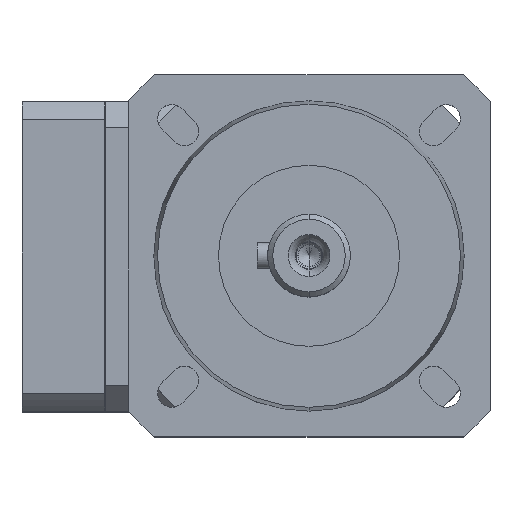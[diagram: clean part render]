
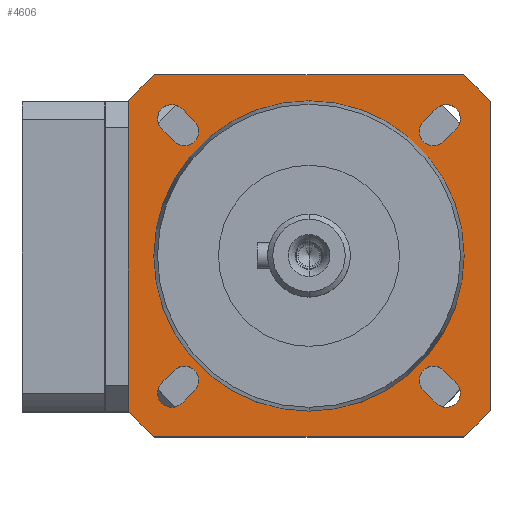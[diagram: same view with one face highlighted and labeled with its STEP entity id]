
A CAD part, top view. The second image highlights one B-rep face of the part: STEP entity #4606.
In plain terms, the highlighted planar face has unit normal (0, 0, 1).
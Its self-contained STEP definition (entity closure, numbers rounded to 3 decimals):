
#209=CARTESIAN_POINT('',(55.5,0.,90.));
#210=DIRECTION('',(0.,0.,1.));
#211=DIRECTION('',(0.,1.,0.));
#212=AXIS2_PLACEMENT_3D('',#209,#210,#211);
#227=CARTESIAN_POINT('',(55.5,0.,90.));
#228=DIRECTION('',(0.,0.,1.));
#229=DIRECTION('',(-0.761,-0.649,0.));
#230=AXIS2_PLACEMENT_3D('',#227,#228,#229);
#232=DIRECTION('',(0.,-1.,0.));
#233=VECTOR('',#232,59.699);
#234=CARTESIAN_POINT('',(20.5,29.85,90.));
#235=LINE('',#234,#233);
#236=CARTESIAN_POINT('',(55.5,0.,90.));
#237=DIRECTION('',(0.,0.,1.));
#238=DIRECTION('',(-0.649,0.761,0.));
#239=AXIS2_PLACEMENT_3D('',#236,#237,#238);
#241=DIRECTION('',(-1.,0.,0.));
#242=VECTOR('',#241,59.699);
#243=CARTESIAN_POINT('',(85.35,35.,90.));
#244=LINE('',#243,#242);
#245=CARTESIAN_POINT('',(55.5,0.,90.));
#246=DIRECTION('',(0.,0.,1.));
#247=DIRECTION('',(0.761,0.649,0.));
#248=AXIS2_PLACEMENT_3D('',#245,#246,#247);
#250=DIRECTION('',(0.,1.,0.));
#251=VECTOR('',#250,59.699);
#252=CARTESIAN_POINT('',(90.5,-29.85,90.));
#253=LINE('',#252,#251);
#254=CARTESIAN_POINT('',(55.5,0.,90.));
#255=DIRECTION('',(0.,0.,1.));
#256=DIRECTION('',(0.649,-0.761,0.));
#257=AXIS2_PLACEMENT_3D('',#254,#255,#256);
#259=DIRECTION('',(1.,0.,0.));
#260=VECTOR('',#259,59.699);
#261=CARTESIAN_POINT('',(25.65,-35.,90.));
#262=LINE('',#261,#260);
#263=CARTESIAN_POINT('',(28.983,-26.517,90.));
#264=DIRECTION('',(0.,0.,1.));
#265=DIRECTION('',(-0.707,0.707,0.));
#266=AXIS2_PLACEMENT_3D('',#263,#264,#265);
#268=DIRECTION('',(0.707,0.707,0.));
#269=VECTOR('',#268,3.5);
#270=CARTESIAN_POINT('',(30.928,-28.461,90.));
#271=LINE('',#270,#269);
#272=CARTESIAN_POINT('',(31.458,-24.042,90.));
#273=DIRECTION('',(0.,0.,1.));
#274=DIRECTION('',(0.707,-0.707,0.));
#275=AXIS2_PLACEMENT_3D('',#272,#273,#274);
#277=DIRECTION('',(-0.707,-0.707,0.));
#278=VECTOR('',#277,3.5);
#279=CARTESIAN_POINT('',(29.514,-22.097,90.));
#280=LINE('',#279,#278);
#281=CARTESIAN_POINT('',(28.983,26.517,90.));
#282=DIRECTION('',(0.,0.,1.));
#283=DIRECTION('',(0.707,0.707,0.));
#284=AXIS2_PLACEMENT_3D('',#281,#282,#283);
#286=DIRECTION('',(0.707,-0.707,0.));
#287=VECTOR('',#286,3.5);
#288=CARTESIAN_POINT('',(27.039,24.572,90.));
#289=LINE('',#288,#287);
#290=CARTESIAN_POINT('',(31.458,24.042,90.));
#291=DIRECTION('',(0.,0.,1.));
#292=DIRECTION('',(-0.707,-0.707,0.));
#293=AXIS2_PLACEMENT_3D('',#290,#291,#292);
#295=DIRECTION('',(-0.707,0.707,0.));
#296=VECTOR('',#295,3.5);
#297=CARTESIAN_POINT('',(33.403,25.986,90.));
#298=LINE('',#297,#296);
#299=CARTESIAN_POINT('',(79.542,24.042,90.));
#300=DIRECTION('',(0.,0.,1.));
#301=DIRECTION('',(-0.707,0.707,0.));
#302=AXIS2_PLACEMENT_3D('',#299,#300,#301);
#304=DIRECTION('',(0.707,0.707,0.));
#305=VECTOR('',#304,3.5);
#306=CARTESIAN_POINT('',(81.486,22.097,90.));
#307=LINE('',#306,#305);
#308=CARTESIAN_POINT('',(82.017,26.517,90.));
#309=DIRECTION('',(0.,0.,1.));
#310=DIRECTION('',(0.707,-0.707,0.));
#311=AXIS2_PLACEMENT_3D('',#308,#309,#310);
#313=DIRECTION('',(-0.707,-0.707,0.));
#314=VECTOR('',#313,3.5);
#315=CARTESIAN_POINT('',(80.072,28.461,90.));
#316=LINE('',#315,#314);
#317=CARTESIAN_POINT('',(82.017,-26.517,90.));
#318=DIRECTION('',(0.,0.,1.));
#319=DIRECTION('',(-0.707,-0.707,0.));
#320=AXIS2_PLACEMENT_3D('',#317,#318,#319);
#322=DIRECTION('',(-0.707,0.707,0.));
#323=VECTOR('',#322,3.5);
#324=CARTESIAN_POINT('',(83.961,-24.572,90.));
#325=LINE('',#324,#323);
#326=CARTESIAN_POINT('',(79.542,-24.042,90.));
#327=DIRECTION('',(0.,0.,1.));
#328=DIRECTION('',(0.707,0.707,0.));
#329=AXIS2_PLACEMENT_3D('',#326,#327,#328);
#331=DIRECTION('',(0.707,-0.707,0.));
#332=VECTOR('',#331,3.5);
#333=CARTESIAN_POINT('',(77.597,-25.986,90.));
#334=LINE('',#333,#332);
#3184=CARTESIAN_POINT('',(55.5,0.,90.));
#3185=DIRECTION('',(0.,0.,1.));
#3186=DIRECTION('',(0.,-1.,0.));
#3187=AXIS2_PLACEMENT_3D('',#3184,#3185,#3186);
#4059=CARTESIAN_POINT('',(20.5,-29.85,90.));
#4060=CARTESIAN_POINT('',(25.65,-35.,90.));
#4061=VERTEX_POINT('',#4059);
#4062=VERTEX_POINT('',#4060);
#4063=CARTESIAN_POINT('',(85.35,-35.,90.));
#4064=VERTEX_POINT('',#4063);
#4065=CARTESIAN_POINT('',(90.5,-29.85,90.));
#4066=VERTEX_POINT('',#4065);
#4067=CARTESIAN_POINT('',(90.5,29.85,90.));
#4068=VERTEX_POINT('',#4067);
#4069=CARTESIAN_POINT('',(85.35,35.,90.));
#4070=VERTEX_POINT('',#4069);
#4071=CARTESIAN_POINT('',(25.65,35.,90.));
#4072=VERTEX_POINT('',#4071);
#4073=CARTESIAN_POINT('',(20.5,29.85,90.));
#4074=VERTEX_POINT('',#4073);
#4091=CARTESIAN_POINT('',(27.039,-24.572,90.));
#4092=CARTESIAN_POINT('',(30.928,-28.461,90.));
#4093=VERTEX_POINT('',#4091);
#4094=VERTEX_POINT('',#4092);
#4095=CARTESIAN_POINT('',(33.403,-25.986,90.));
#4096=VERTEX_POINT('',#4095);
#4097=CARTESIAN_POINT('',(29.514,-22.097,90.));
#4098=VERTEX_POINT('',#4097);
#4107=CARTESIAN_POINT('',(30.928,28.461,90.));
#4108=CARTESIAN_POINT('',(27.039,24.572,90.));
#4109=VERTEX_POINT('',#4107);
#4110=VERTEX_POINT('',#4108);
#4111=CARTESIAN_POINT('',(29.514,22.097,90.));
#4112=VERTEX_POINT('',#4111);
#4113=CARTESIAN_POINT('',(33.403,25.986,90.));
#4114=VERTEX_POINT('',#4113);
#4123=CARTESIAN_POINT('',(77.597,25.986,90.));
#4124=CARTESIAN_POINT('',(81.486,22.097,90.));
#4125=VERTEX_POINT('',#4123);
#4126=VERTEX_POINT('',#4124);
#4127=CARTESIAN_POINT('',(83.961,24.572,90.));
#4128=VERTEX_POINT('',#4127);
#4129=CARTESIAN_POINT('',(80.072,28.461,90.));
#4130=VERTEX_POINT('',#4129);
#4139=CARTESIAN_POINT('',(80.072,-28.461,90.));
#4140=CARTESIAN_POINT('',(83.961,-24.572,90.));
#4141=VERTEX_POINT('',#4139);
#4142=VERTEX_POINT('',#4140);
#4143=CARTESIAN_POINT('',(81.486,-22.097,90.));
#4144=VERTEX_POINT('',#4143);
#4145=CARTESIAN_POINT('',(77.597,-25.986,90.));
#4146=VERTEX_POINT('',#4145);
#4183=CARTESIAN_POINT('',(55.5,-30.,90.));
#4184=CARTESIAN_POINT('',(55.5,30.,90.));
#4185=VERTEX_POINT('',#4183);
#4186=VERTEX_POINT('',#4184);
#4538=CARTESIAN_POINT('',(55.5,0.,90.));
#4539=DIRECTION('',(0.,0.,1.));
#4540=DIRECTION('',(0.,1.,0.));
#4541=AXIS2_PLACEMENT_3D('',#4538,#4539,#4540);
#4542=PLANE('',#4541);
#4544=ORIENTED_EDGE('',*,*,#4543,.F.);
#4546=ORIENTED_EDGE('',*,*,#4545,.F.);
#4548=ORIENTED_EDGE('',*,*,#4547,.F.);
#4550=ORIENTED_EDGE('',*,*,#4549,.F.);
#4552=ORIENTED_EDGE('',*,*,#4551,.F.);
#4554=ORIENTED_EDGE('',*,*,#4553,.F.);
#4556=ORIENTED_EDGE('',*,*,#4555,.F.);
#4558=ORIENTED_EDGE('',*,*,#4557,.F.);
#4559=EDGE_LOOP('',(#4544,#4546,#4548,#4550,#4552,#4554,#4556,#4558));
#4560=FACE_OUTER_BOUND('',#4559,.F.);
#4562=ORIENTED_EDGE('',*,*,#4561,.T.);
#4563=ORIENTED_EDGE('',*,*,#4521,.T.);
#4564=EDGE_LOOP('',(#4562,#4563));
#4565=FACE_BOUND('',#4564,.F.);
#4567=ORIENTED_EDGE('',*,*,#4566,.T.);
#4569=ORIENTED_EDGE('',*,*,#4568,.T.);
#4571=ORIENTED_EDGE('',*,*,#4570,.T.);
#4573=ORIENTED_EDGE('',*,*,#4572,.T.);
#4574=EDGE_LOOP('',(#4567,#4569,#4571,#4573));
#4575=FACE_BOUND('',#4574,.F.);
#4577=ORIENTED_EDGE('',*,*,#4576,.T.);
#4579=ORIENTED_EDGE('',*,*,#4578,.T.);
#4581=ORIENTED_EDGE('',*,*,#4580,.T.);
#4583=ORIENTED_EDGE('',*,*,#4582,.T.);
#4584=EDGE_LOOP('',(#4577,#4579,#4581,#4583));
#4585=FACE_BOUND('',#4584,.F.);
#4587=ORIENTED_EDGE('',*,*,#4586,.T.);
#4589=ORIENTED_EDGE('',*,*,#4588,.T.);
#4591=ORIENTED_EDGE('',*,*,#4590,.T.);
#4593=ORIENTED_EDGE('',*,*,#4592,.T.);
#4594=EDGE_LOOP('',(#4587,#4589,#4591,#4593));
#4595=FACE_BOUND('',#4594,.F.);
#4597=ORIENTED_EDGE('',*,*,#4596,.T.);
#4599=ORIENTED_EDGE('',*,*,#4598,.T.);
#4601=ORIENTED_EDGE('',*,*,#4600,.T.);
#4603=ORIENTED_EDGE('',*,*,#4602,.T.);
#4604=EDGE_LOOP('',(#4597,#4599,#4601,#4603));
#4605=FACE_BOUND('',#4604,.F.);
#213=CIRCLE('',#212,30.);
#231=CIRCLE('',#230,46.);
#240=CIRCLE('',#239,46.);
#249=CIRCLE('',#248,46.);
#258=CIRCLE('',#257,46.);
#267=CIRCLE('',#266,2.75);
#276=CIRCLE('',#275,2.75);
#285=CIRCLE('',#284,2.75);
#294=CIRCLE('',#293,2.75);
#303=CIRCLE('',#302,2.75);
#312=CIRCLE('',#311,2.75);
#321=CIRCLE('',#320,2.75);
#330=CIRCLE('',#329,2.75);
#3188=CIRCLE('',#3187,30.);
#4521=EDGE_CURVE('',#4186,#4185,#213,.T.);
#4543=EDGE_CURVE('',#4061,#4062,#231,.T.);
#4545=EDGE_CURVE('',#4074,#4061,#235,.T.);
#4547=EDGE_CURVE('',#4072,#4074,#240,.T.);
#4549=EDGE_CURVE('',#4070,#4072,#244,.T.);
#4551=EDGE_CURVE('',#4068,#4070,#249,.T.);
#4553=EDGE_CURVE('',#4066,#4068,#253,.T.);
#4555=EDGE_CURVE('',#4064,#4066,#258,.T.);
#4557=EDGE_CURVE('',#4062,#4064,#262,.T.);
#4561=EDGE_CURVE('',#4185,#4186,#3188,.T.);
#4566=EDGE_CURVE('',#4093,#4094,#267,.T.);
#4568=EDGE_CURVE('',#4094,#4096,#271,.T.);
#4570=EDGE_CURVE('',#4096,#4098,#276,.T.);
#4572=EDGE_CURVE('',#4098,#4093,#280,.T.);
#4576=EDGE_CURVE('',#4109,#4110,#285,.T.);
#4578=EDGE_CURVE('',#4110,#4112,#289,.T.);
#4580=EDGE_CURVE('',#4112,#4114,#294,.T.);
#4582=EDGE_CURVE('',#4114,#4109,#298,.T.);
#4586=EDGE_CURVE('',#4125,#4126,#303,.T.);
#4588=EDGE_CURVE('',#4126,#4128,#307,.T.);
#4590=EDGE_CURVE('',#4128,#4130,#312,.T.);
#4592=EDGE_CURVE('',#4130,#4125,#316,.T.);
#4596=EDGE_CURVE('',#4141,#4142,#321,.T.);
#4598=EDGE_CURVE('',#4142,#4144,#325,.T.);
#4600=EDGE_CURVE('',#4144,#4146,#330,.T.);
#4602=EDGE_CURVE('',#4146,#4141,#334,.T.);
#4606=ADVANCED_FACE('',(#4560,#4565,#4575,#4585,#4595,#4605),#4542,.T.);
